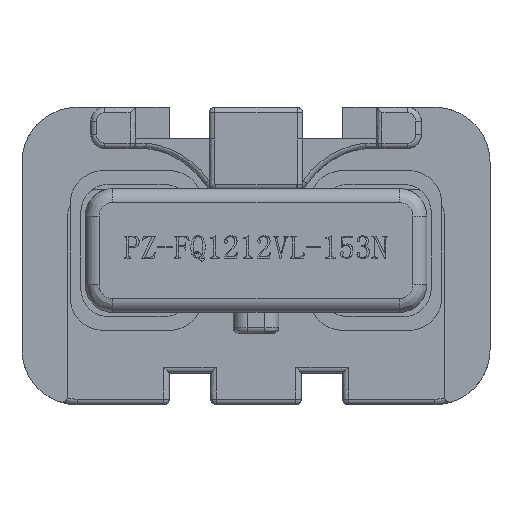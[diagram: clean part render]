
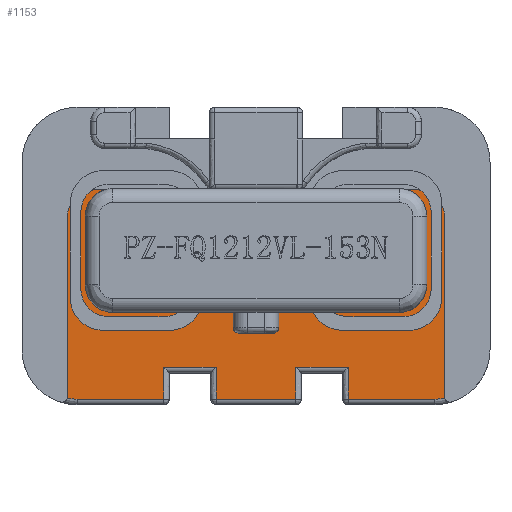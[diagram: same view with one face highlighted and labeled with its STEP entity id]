
A CAD part, front view. The second image highlights one B-rep face of the part: STEP entity #1153.
In plain terms, the highlighted free-form (B-spline) face has degree [1, 1] with [2, 2] control points.
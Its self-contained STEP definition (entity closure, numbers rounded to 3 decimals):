
#24 = VERTEX_POINT('',#25);
#25 = CARTESIAN_POINT('',(9.484,0.,-7.138));
#50 = VERTEX_POINT('',#51);
#51 = CARTESIAN_POINT('',(9.475,0.,-7.068));
#56 = EDGE_CURVE('',#24,#50,#57,.T.);
#57 = ( BOUNDED_CURVE() B_SPLINE_CURVE(2,(#58,#59,#60),.UNSPECIFIED.,.F.
,.F.) B_SPLINE_CURVE_WITH_KNOTS((3,3),(4.455,4.712),
.PIECEWISE_BEZIER_KNOTS.) CURVE() GEOMETRIC_REPRESENTATION_ITEM() 
RATIONAL_B_SPLINE_CURVE((1.,0.992,1.)) REPRESENTATION_ITEM('') 
  );
#58 = CARTESIAN_POINT('',(9.484,0.,-7.138));
#59 = CARTESIAN_POINT('',(9.475,0.,-7.104));
#60 = CARTESIAN_POINT('',(9.475,0.,-7.068));
#422 = VERTEX_POINT('',#423);
#423 = CARTESIAN_POINT('',(-8.092,0.,3.319));
#428 = EDGE_CURVE('',#422,#429,#431,.T.);
#429 = VERTEX_POINT('',#430);
#430 = CARTESIAN_POINT('',(8.092,0.,3.319));
#431 = B_SPLINE_CURVE_WITH_KNOTS('',1,(#432,#433),.UNSPECIFIED.,.F.,.F.,
  (2,2),(-5.854,5.854),.PIECEWISE_BEZIER_KNOTS.);
#432 = CARTESIAN_POINT('',(-8.092,0.,3.319));
#433 = CARTESIAN_POINT('',(8.092,0.,3.319));
#1153 = ADVANCED_FACE('',(#1154),#1271,.F.);
#1154 = FACE_BOUND('',#1155,.T.);
#1155 = EDGE_LOOP('',(#1156,#1165,#1173,#1181,#1188,#1195,#1202,#1209,
    #1216,#1223,#1230,#1237,#1244,#1250,#1251,#1258,#1264,#1265));
#1156 = ORIENTED_EDGE('',*,*,#1157,.F.);
#1157 = EDGE_CURVE('',#1158,#1160,#1162,.T.);
#1158 = VERTEX_POINT('',#1159);
#1159 = CARTESIAN_POINT('',(-9.475,0.,-7.068));
#1160 = VERTEX_POINT('',#1161);
#1161 = CARTESIAN_POINT('',(-9.475,0.,1.936));
#1162 = B_SPLINE_CURVE_WITH_KNOTS('',1,(#1163,#1164),.UNSPECIFIED.,.F.,
  .F.,(2,2),(-5.113,1.401),.PIECEWISE_BEZIER_KNOTS.);
#1163 = CARTESIAN_POINT('',(-9.475,0.,-7.068));
#1164 = CARTESIAN_POINT('',(-9.475,0.,1.936));
#1165 = ORIENTED_EDGE('',*,*,#1166,.T.);
#1166 = EDGE_CURVE('',#1158,#1167,#1169,.T.);
#1167 = VERTEX_POINT('',#1168);
#1168 = CARTESIAN_POINT('',(-9.484,0.,-7.138));
#1169 = ( BOUNDED_CURVE() B_SPLINE_CURVE(2,(#1170,#1171,#1172),
.UNSPECIFIED.,.F.,.F.) B_SPLINE_CURVE_WITH_KNOTS((3,3),(1.571,
1.828),.PIECEWISE_BEZIER_KNOTS.) CURVE() 
GEOMETRIC_REPRESENTATION_ITEM() RATIONAL_B_SPLINE_CURVE((1.,
0.992,1.)) REPRESENTATION_ITEM('') );
#1170 = CARTESIAN_POINT('',(-9.475,0.,-7.068));
#1171 = CARTESIAN_POINT('',(-9.475,0.,-7.104));
#1172 = CARTESIAN_POINT('',(-9.484,0.,-7.138));
#1173 = ORIENTED_EDGE('',*,*,#1174,.T.);
#1174 = EDGE_CURVE('',#1167,#1175,#1177,.T.);
#1175 = VERTEX_POINT('',#1176);
#1176 = CARTESIAN_POINT('',(-8.986,0.,-7.189));
#1177 = ( BOUNDED_CURVE() B_SPLINE_CURVE(2,(#1178,#1179,#1180),
.UNSPECIFIED.,.F.,.F.) B_SPLINE_CURVE_WITH_KNOTS((3,3),(2.94,
3.142),.PIECEWISE_BEZIER_KNOTS.) CURVE() 
GEOMETRIC_REPRESENTATION_ITEM() RATIONAL_B_SPLINE_CURVE((1.,
0.995,1.)) REPRESENTATION_ITEM('') );
#1178 = CARTESIAN_POINT('',(-9.484,0.,-7.138));
#1179 = CARTESIAN_POINT('',(-9.237,0.,-7.189));
#1180 = CARTESIAN_POINT('',(-8.986,0.,-7.189));
#1181 = ORIENTED_EDGE('',*,*,#1182,.T.);
#1182 = EDGE_CURVE('',#1175,#1183,#1185,.T.);
#1183 = VERTEX_POINT('',#1184);
#1184 = CARTESIAN_POINT('',(-4.631,0.,-7.189));
#1185 = B_SPLINE_CURVE_WITH_KNOTS('',1,(#1186,#1187),.UNSPECIFIED.,.F.,
  .F.,(2,2),(-3.35,-0.2),.PIECEWISE_BEZIER_KNOTS.);
#1186 = CARTESIAN_POINT('',(-8.986,0.,-7.189));
#1187 = CARTESIAN_POINT('',(-4.631,0.,-7.189));
#1188 = ORIENTED_EDGE('',*,*,#1189,.T.);
#1189 = EDGE_CURVE('',#1183,#1190,#1192,.T.);
#1190 = VERTEX_POINT('',#1191);
#1191 = CARTESIAN_POINT('',(-4.631,0.,-5.599));
#1192 = B_SPLINE_CURVE_WITH_KNOTS('',1,(#1193,#1194),.UNSPECIFIED.,.F.,
  .F.,(2,2),(-0.95,0.2),.PIECEWISE_BEZIER_KNOTS.);
#1193 = CARTESIAN_POINT('',(-4.631,0.,-7.189));
#1194 = CARTESIAN_POINT('',(-4.631,0.,-5.599));
#1195 = ORIENTED_EDGE('',*,*,#1196,.T.);
#1196 = EDGE_CURVE('',#1190,#1197,#1199,.T.);
#1197 = VERTEX_POINT('',#1198);
#1198 = CARTESIAN_POINT('',(-2.005,0.,-5.599));
#1199 = B_SPLINE_CURVE_WITH_KNOTS('',1,(#1200,#1201),.UNSPECIFIED.,.F.,
  .F.,(2,2),(-1.7,0.2),.PIECEWISE_BEZIER_KNOTS.);
#1200 = CARTESIAN_POINT('',(-4.631,0.,-5.599));
#1201 = CARTESIAN_POINT('',(-2.005,0.,-5.599));
#1202 = ORIENTED_EDGE('',*,*,#1203,.T.);
#1203 = EDGE_CURVE('',#1197,#1204,#1206,.T.);
#1204 = VERTEX_POINT('',#1205);
#1205 = CARTESIAN_POINT('',(-2.005,0.,-7.189));
#1206 = B_SPLINE_CURVE_WITH_KNOTS('',1,(#1207,#1208),.UNSPECIFIED.,.F.,
  .F.,(2,2),(4.05,5.2),.PIECEWISE_BEZIER_KNOTS.);
#1207 = CARTESIAN_POINT('',(-2.005,0.,-5.599));
#1208 = CARTESIAN_POINT('',(-2.005,0.,-7.189));
#1209 = ORIENTED_EDGE('',*,*,#1210,.T.);
#1210 = EDGE_CURVE('',#1204,#1211,#1213,.T.);
#1211 = VERTEX_POINT('',#1212);
#1212 = CARTESIAN_POINT('',(2.005,0.,-7.189));
#1213 = B_SPLINE_CURVE_WITH_KNOTS('',1,(#1214,#1215),.UNSPECIFIED.,.F.,
  .F.,(2,2),(-2.9,0.),.PIECEWISE_BEZIER_KNOTS.);
#1214 = CARTESIAN_POINT('',(-2.005,0.,-7.189));
#1215 = CARTESIAN_POINT('',(2.005,0.,-7.189));
#1216 = ORIENTED_EDGE('',*,*,#1217,.T.);
#1217 = EDGE_CURVE('',#1211,#1218,#1220,.T.);
#1218 = VERTEX_POINT('',#1219);
#1219 = CARTESIAN_POINT('',(2.005,0.,-5.599));
#1220 = B_SPLINE_CURVE_WITH_KNOTS('',1,(#1221,#1222),.UNSPECIFIED.,.F.,
  .F.,(2,2),(-0.95,0.2),.PIECEWISE_BEZIER_KNOTS.);
#1221 = CARTESIAN_POINT('',(2.005,0.,-7.189));
#1222 = CARTESIAN_POINT('',(2.005,0.,-5.599));
#1223 = ORIENTED_EDGE('',*,*,#1224,.T.);
#1224 = EDGE_CURVE('',#1218,#1225,#1227,.T.);
#1225 = VERTEX_POINT('',#1226);
#1226 = CARTESIAN_POINT('',(4.631,0.,-5.599));
#1227 = B_SPLINE_CURVE_WITH_KNOTS('',1,(#1228,#1229),.UNSPECIFIED.,.F.,
  .F.,(2,2),(1.45,3.35),.PIECEWISE_BEZIER_KNOTS.);
#1228 = CARTESIAN_POINT('',(2.005,0.,-5.599));
#1229 = CARTESIAN_POINT('',(4.631,0.,-5.599));
#1230 = ORIENTED_EDGE('',*,*,#1231,.T.);
#1231 = EDGE_CURVE('',#1225,#1232,#1234,.T.);
#1232 = VERTEX_POINT('',#1233);
#1233 = CARTESIAN_POINT('',(4.631,0.,-7.189));
#1234 = B_SPLINE_CURVE_WITH_KNOTS('',1,(#1235,#1236),.UNSPECIFIED.,.F.,
  .F.,(2,2),(4.05,5.2),.PIECEWISE_BEZIER_KNOTS.);
#1235 = CARTESIAN_POINT('',(4.631,0.,-5.599));
#1236 = CARTESIAN_POINT('',(4.631,0.,-7.189));
#1237 = ORIENTED_EDGE('',*,*,#1238,.T.);
#1238 = EDGE_CURVE('',#1232,#1239,#1241,.T.);
#1239 = VERTEX_POINT('',#1240);
#1240 = CARTESIAN_POINT('',(8.986,0.,-7.189));
#1241 = B_SPLINE_CURVE_WITH_KNOTS('',1,(#1242,#1243),.UNSPECIFIED.,.F.,
  .F.,(2,2),(-3.15,0.),.PIECEWISE_BEZIER_KNOTS.);
#1242 = CARTESIAN_POINT('',(4.631,0.,-7.189));
#1243 = CARTESIAN_POINT('',(8.986,0.,-7.189));
#1244 = ORIENTED_EDGE('',*,*,#1245,.T.);
#1245 = EDGE_CURVE('',#1239,#24,#1246,.T.);
#1246 = ( BOUNDED_CURVE() B_SPLINE_CURVE(2,(#1247,#1248,#1249),
.UNSPECIFIED.,.F.,.F.) B_SPLINE_CURVE_WITH_KNOTS((3,3),(3.142,
3.343),.PIECEWISE_BEZIER_KNOTS.) CURVE() 
GEOMETRIC_REPRESENTATION_ITEM() RATIONAL_B_SPLINE_CURVE((1.,
0.995,1.)) REPRESENTATION_ITEM('') );
#1247 = CARTESIAN_POINT('',(8.986,0.,-7.189));
#1248 = CARTESIAN_POINT('',(9.237,0.,-7.189));
#1249 = CARTESIAN_POINT('',(9.484,0.,-7.138));
#1250 = ORIENTED_EDGE('',*,*,#56,.T.);
#1251 = ORIENTED_EDGE('',*,*,#1252,.T.);
#1252 = EDGE_CURVE('',#50,#1253,#1255,.T.);
#1253 = VERTEX_POINT('',#1254);
#1254 = CARTESIAN_POINT('',(9.475,0.,1.936));
#1255 = B_SPLINE_CURVE_WITH_KNOTS('',1,(#1256,#1257),.UNSPECIFIED.,.F.,
  .F.,(2,2),(-5.113,1.401),.PIECEWISE_BEZIER_KNOTS.);
#1256 = CARTESIAN_POINT('',(9.475,0.,-7.068));
#1257 = CARTESIAN_POINT('',(9.475,0.,1.936));
#1258 = ORIENTED_EDGE('',*,*,#1259,.T.);
#1259 = EDGE_CURVE('',#1253,#429,#1260,.T.);
#1260 = ( BOUNDED_CURVE() B_SPLINE_CURVE(2,(#1261,#1262,#1263),
.UNSPECIFIED.,.F.,.F.) B_SPLINE_CURVE_WITH_KNOTS((3,3),(1.571,
3.142),.PIECEWISE_BEZIER_KNOTS.) CURVE() 
GEOMETRIC_REPRESENTATION_ITEM() RATIONAL_B_SPLINE_CURVE((1.,
0.707,1.)) REPRESENTATION_ITEM('') );
#1261 = CARTESIAN_POINT('',(9.475,0.,1.936));
#1262 = CARTESIAN_POINT('',(9.475,0.,3.319));
#1263 = CARTESIAN_POINT('',(8.092,0.,3.319));
#1264 = ORIENTED_EDGE('',*,*,#428,.F.);
#1265 = ORIENTED_EDGE('',*,*,#1266,.F.);
#1266 = EDGE_CURVE('',#1160,#422,#1267,.T.);
#1267 = ( BOUNDED_CURVE() B_SPLINE_CURVE(2,(#1268,#1269,#1270),
.UNSPECIFIED.,.F.,.F.) B_SPLINE_CURVE_WITH_KNOTS((3,3),(1.571,
3.142),.PIECEWISE_BEZIER_KNOTS.) CURVE() 
GEOMETRIC_REPRESENTATION_ITEM() RATIONAL_B_SPLINE_CURVE((1.,
0.707,1.)) REPRESENTATION_ITEM('') );
#1268 = CARTESIAN_POINT('',(-9.475,0.,1.936));
#1269 = CARTESIAN_POINT('',(-9.475,0.,3.319));
#1270 = CARTESIAN_POINT('',(-8.092,0.,3.319));
#1271 = B_SPLINE_SURFACE_WITH_KNOTS('',1,1,(
    (#1272,#1273)
    ,(#1274,#1275
    )),.UNSPECIFIED.,.F.,.F.,.F.,(2,2),(2,2),(-5.2,2.401),(
    -6.86,6.86),.PIECEWISE_BEZIER_KNOTS.);
#1272 = CARTESIAN_POINT('',(-9.484,0.,-7.189));
#1273 = CARTESIAN_POINT('',(9.484,0.,-7.189));
#1274 = CARTESIAN_POINT('',(-9.484,0.,3.319));
#1275 = CARTESIAN_POINT('',(9.484,0.,3.319));
